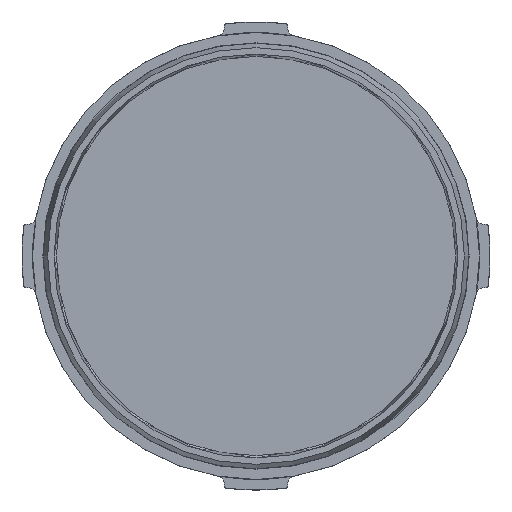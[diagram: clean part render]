
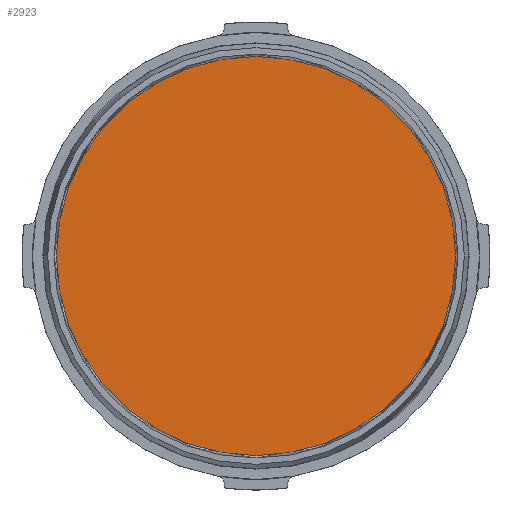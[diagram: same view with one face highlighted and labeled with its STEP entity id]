
A CAD part, front view. The second image highlights one B-rep face of the part: STEP entity #2923.
In plain terms, the highlighted planar face has unit normal (0, -1, 0).
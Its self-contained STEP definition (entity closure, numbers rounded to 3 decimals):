
#56=PLANE('',#3237);
#471=FACE_OUTER_BOUND('',#675,.T.);
#675=EDGE_LOOP('',(#2367));
#913=CIRCLE('',#3234,187.966);
#1326=VERTEX_POINT('',#6164);
#1689=EDGE_CURVE('',#1326,#1326,#913,.T.);
#2367=ORIENTED_EDGE('',*,*,#1689,.F.);
#2923=ADVANCED_FACE('',(#471),#56,.T.);
#3234=AXIS2_PLACEMENT_3D('',#6165,#3867,#3868);
#3237=AXIS2_PLACEMENT_3D('',#6169,#3873,#3874);
#3867=DIRECTION('center_axis',(0.,1.,0.));
#3868=DIRECTION('ref_axis',(-1.,0.,0.));
#3873=DIRECTION('center_axis',(0.,-1.,0.));
#3874=DIRECTION('ref_axis',(0.,0.,-1.));
#6164=CARTESIAN_POINT('',(187.877,95.811,-1.216));
#6165=CARTESIAN_POINT('Origin',(-0.089,95.811,-1.216));
#6169=CARTESIAN_POINT('Origin',(-0.089,95.811,-1.216));
